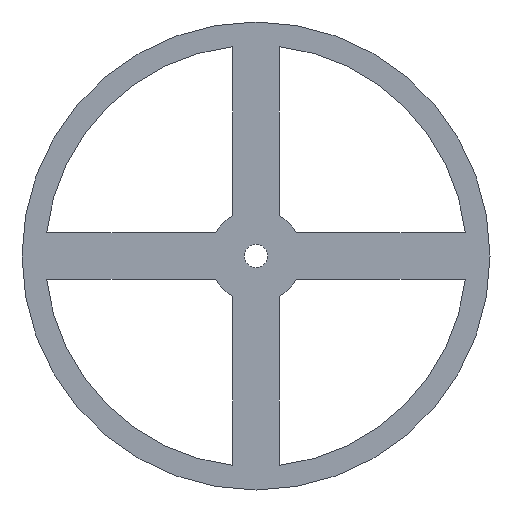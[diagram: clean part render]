
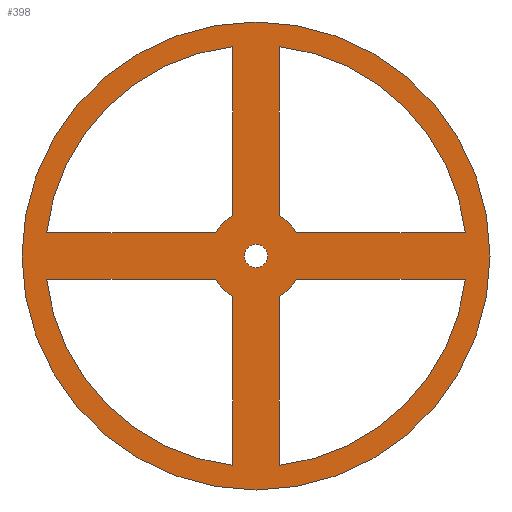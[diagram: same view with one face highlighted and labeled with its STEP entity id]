
A CAD part, front view. The second image highlights one B-rep face of the part: STEP entity #398.
In plain terms, the highlighted planar face has unit normal (0, -1, 0).
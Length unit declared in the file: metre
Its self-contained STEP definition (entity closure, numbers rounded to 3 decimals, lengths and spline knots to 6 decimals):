
#21=CIRCLE('',#416,0.01);
#23=CIRCLE('',#420,0.01);
#25=CIRCLE('',#424,0.045);
#27=CIRCLE('',#428,0.01);
#29=CIRCLE('',#432,0.01);
#31=CIRCLE('',#436,0.045);
#32=CIRCLE('',#438,0.05);
#35=CIRCLE('',#442,0.045);
#37=CIRCLE('',#446,0.045);
#38=CIRCLE('',#449,0.0025);
#118=ORIENTED_EDGE('',*,*,#186,.T.);
#119=ORIENTED_EDGE('',*,*,#190,.T.);
#120=ORIENTED_EDGE('',*,*,#193,.F.);
#121=ORIENTED_EDGE('',*,*,#203,.F.);
#122=ORIENTED_EDGE('',*,*,#176,.F.);
#123=ORIENTED_EDGE('',*,*,#180,.T.);
#124=ORIENTED_EDGE('',*,*,#183,.T.);
#125=ORIENTED_EDGE('',*,*,#201,.F.);
#126=ORIENTED_EDGE('',*,*,#166,.T.);
#127=ORIENTED_EDGE('',*,*,#170,.T.);
#128=ORIENTED_EDGE('',*,*,#173,.F.);
#129=ORIENTED_EDGE('',*,*,#199,.F.);
#130=ORIENTED_EDGE('',*,*,#156,.F.);
#131=ORIENTED_EDGE('',*,*,#160,.T.);
#132=ORIENTED_EDGE('',*,*,#163,.T.);
#133=ORIENTED_EDGE('',*,*,#197,.F.);
#134=ORIENTED_EDGE('',*,*,#194,.T.);
#135=ORIENTED_EDGE('',*,*,#204,.F.);
#156=EDGE_CURVE('',#208,#209,#244,.T.);
#160=EDGE_CURVE('',#208,#211,#21,.T.);
#163=EDGE_CURVE('',#211,#213,#249,.T.);
#166=EDGE_CURVE('',#217,#216,#23,.T.);
#170=EDGE_CURVE('',#216,#219,#254,.T.);
#173=EDGE_CURVE('',#221,#219,#25,.T.);
#176=EDGE_CURVE('',#224,#225,#258,.T.);
#180=EDGE_CURVE('',#224,#227,#27,.T.);
#183=EDGE_CURVE('',#227,#229,#263,.T.);
#186=EDGE_CURVE('',#233,#232,#29,.T.);
#190=EDGE_CURVE('',#232,#235,#268,.T.);
#193=EDGE_CURVE('',#237,#235,#31,.T.);
#194=EDGE_CURVE('',#238,#238,#32,.T.);
#197=EDGE_CURVE('',#209,#213,#35,.T.);
#199=EDGE_CURVE('',#217,#221,#271,.T.);
#201=EDGE_CURVE('',#225,#229,#37,.T.);
#203=EDGE_CURVE('',#233,#237,#273,.T.);
#204=EDGE_CURVE('',#240,#240,#38,.T.);
#208=VERTEX_POINT('',#573);
#209=VERTEX_POINT('',#575);
#211=VERTEX_POINT('',#581);
#213=VERTEX_POINT('',#587);
#216=VERTEX_POINT('',#594);
#217=VERTEX_POINT('',#596);
#219=VERTEX_POINT('',#602);
#221=VERTEX_POINT('',#608);
#224=VERTEX_POINT('',#615);
#225=VERTEX_POINT('',#617);
#227=VERTEX_POINT('',#623);
#229=VERTEX_POINT('',#629);
#232=VERTEX_POINT('',#636);
#233=VERTEX_POINT('',#638);
#235=VERTEX_POINT('',#644);
#237=VERTEX_POINT('',#650);
#238=VERTEX_POINT('',#654);
#240=VERTEX_POINT('',#671);
#244=LINE('',#574,#276);
#249=LINE('',#588,#281);
#254=LINE('',#603,#286);
#258=LINE('',#616,#290);
#263=LINE('',#630,#295);
#268=LINE('',#645,#300);
#271=LINE('',#662,#303);
#273=LINE('',#668,#305);
#276=VECTOR('',#459,1.);
#281=VECTOR('',#472,1.);
#286=VECTOR('',#485,1.);
#290=VECTOR('',#497,1.);
#295=VECTOR('',#510,1.);
#300=VECTOR('',#523,1.);
#303=VECTOR('',#546,1.);
#305=VECTOR('',#556,1.);
#326=EDGE_LOOP('',(#118,#119,#120,#121));
#327=EDGE_LOOP('',(#122,#123,#124,#125));
#328=EDGE_LOOP('',(#126,#127,#128,#129));
#329=EDGE_LOOP('',(#130,#131,#132,#133));
#330=EDGE_LOOP('',(#134));
#331=EDGE_LOOP('',(#135));
#358=FACE_BOUND('',#326,.T.);
#359=FACE_BOUND('',#327,.T.);
#360=FACE_BOUND('',#328,.T.);
#361=FACE_BOUND('',#329,.T.);
#362=FACE_BOUND('',#330,.T.);
#363=FACE_BOUND('',#331,.T.);
#378=PLANE('',#451);
#398=ADVANCED_FACE('',(#358,#359,#360,#361,#362,#363),#378,.T.);
#416=AXIS2_PLACEMENT_3D('',#582,#466,#467);
#420=AXIS2_PLACEMENT_3D('',#595,#478,#479);
#424=AXIS2_PLACEMENT_3D('',#609,#491,#492);
#428=AXIS2_PLACEMENT_3D('',#624,#504,#505);
#432=AXIS2_PLACEMENT_3D('',#637,#516,#517);
#436=AXIS2_PLACEMENT_3D('',#651,#529,#530);
#438=AXIS2_PLACEMENT_3D('',#653,#533,#534);
#442=AXIS2_PLACEMENT_3D('',#659,#541,#542);
#446=AXIS2_PLACEMENT_3D('',#665,#551,#552);
#449=AXIS2_PLACEMENT_3D('',#670,#559,#560);
#451=AXIS2_PLACEMENT_3D('',#674,#563,#564);
#459=DIRECTION('',(0.,0.,-1.));
#466=DIRECTION('',(0.,-1.,0.));
#467=DIRECTION('',(0.,0.,-1.));
#472=DIRECTION('',(1.,0.,0.));
#478=DIRECTION('',(0.,-1.,0.));
#479=DIRECTION('',(0.,0.,-1.));
#485=DIRECTION('',(0.,0.,-1.));
#491=DIRECTION('',(0.,-1.,0.));
#492=DIRECTION('',(0.,0.,-1.));
#497=DIRECTION('',(1.,0.,0.));
#504=DIRECTION('',(0.,-1.,0.));
#505=DIRECTION('',(0.,0.,-1.));
#510=DIRECTION('',(0.,0.,1.));
#516=DIRECTION('',(0.,-1.,0.));
#517=DIRECTION('',(0.,0.,-1.));
#523=DIRECTION('',(-1.,0.,0.));
#529=DIRECTION('',(0.,-1.,0.));
#530=DIRECTION('',(0.,0.,-1.));
#533=DIRECTION('',(0.,-1.,0.));
#534=DIRECTION('',(0.,0.,-1.));
#541=DIRECTION('',(0.,-1.,0.));
#542=DIRECTION('',(0.,0.,-1.));
#546=DIRECTION('',(-1.,0.,0.));
#551=DIRECTION('',(0.,-1.,0.));
#552=DIRECTION('',(0.,0.,-1.));
#556=DIRECTION('',(0.,0.,1.));
#559=DIRECTION('',(0.,-1.,0.));
#560=DIRECTION('',(0.,0.,-1.));
#563=DIRECTION('',(0.,-1.,0.));
#564=DIRECTION('',(1.,0.,0.));
#573=CARTESIAN_POINT('',(0.005,-0.01,-0.00866));
#574=CARTESIAN_POINT('',(0.005,-0.01,-0.026691));
#575=CARTESIAN_POINT('',(0.005,-0.01,-0.044721));
#581=CARTESIAN_POINT('',(0.00866,-0.01,-0.005));
#582=CARTESIAN_POINT('',(0.,-0.01,0.));
#587=CARTESIAN_POINT('',(0.044721,-0.01,-0.005));
#588=CARTESIAN_POINT('',(0.026691,-0.01,-0.005));
#594=CARTESIAN_POINT('',(-0.005,-0.01,-0.00866));
#595=CARTESIAN_POINT('',(0.,-0.01,0.));
#596=CARTESIAN_POINT('',(-0.00866,-0.01,-0.005));
#602=CARTESIAN_POINT('',(-0.005,-0.01,-0.044721));
#603=CARTESIAN_POINT('',(-0.005,-0.01,-0.026691));
#608=CARTESIAN_POINT('',(-0.044721,-0.01,-0.005));
#609=CARTESIAN_POINT('',(0.,-0.01,0.));
#615=CARTESIAN_POINT('',(0.00866,-0.01,0.005));
#616=CARTESIAN_POINT('',(0.026691,-0.01,0.005));
#617=CARTESIAN_POINT('',(0.044721,-0.01,0.005));
#623=CARTESIAN_POINT('',(0.005,-0.01,0.00866));
#624=CARTESIAN_POINT('',(0.,-0.01,0.));
#629=CARTESIAN_POINT('',(0.005,-0.01,0.044721));
#630=CARTESIAN_POINT('',(0.005,-0.01,0.026691));
#636=CARTESIAN_POINT('',(-0.00866,-0.01,0.005));
#637=CARTESIAN_POINT('',(0.,-0.01,0.));
#638=CARTESIAN_POINT('',(-0.005,-0.01,0.00866));
#644=CARTESIAN_POINT('',(-0.044721,-0.01,0.005));
#645=CARTESIAN_POINT('',(-0.026691,-0.01,0.005));
#650=CARTESIAN_POINT('',(-0.005,-0.01,0.044721));
#651=CARTESIAN_POINT('',(0.,-0.01,0.));
#653=CARTESIAN_POINT('',(0.,-0.01,0.));
#654=CARTESIAN_POINT('',(0.,-0.01,-0.05));
#659=CARTESIAN_POINT('',(0.,-0.01,0.));
#662=CARTESIAN_POINT('',(-0.026691,-0.01,-0.005));
#665=CARTESIAN_POINT('',(0.,-0.01,0.));
#668=CARTESIAN_POINT('',(-0.005,-0.01,0.026691));
#670=CARTESIAN_POINT('',(0.,-0.01,0.));
#671=CARTESIAN_POINT('',(0.,-0.01,-0.0025));
#674=CARTESIAN_POINT('',(0.,-0.01,0.));
